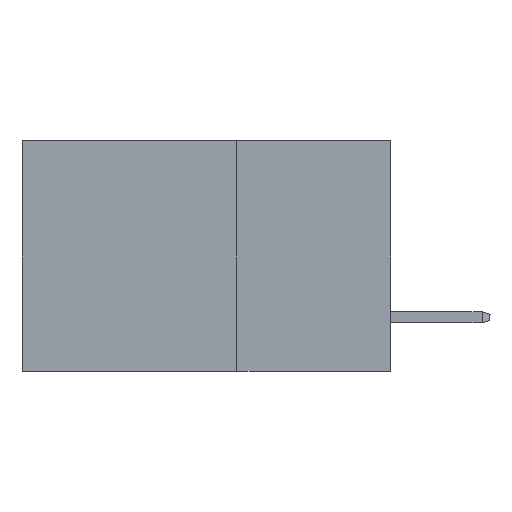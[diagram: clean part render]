
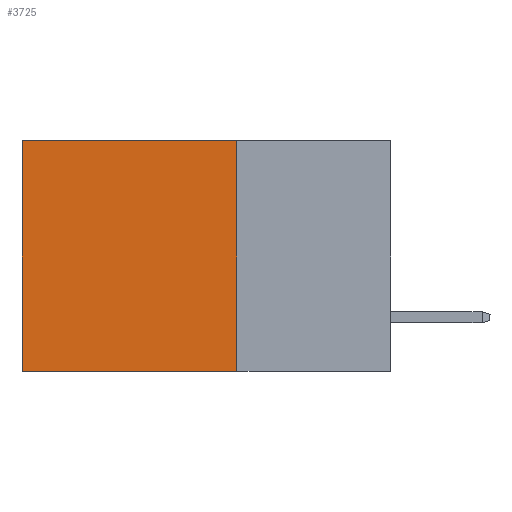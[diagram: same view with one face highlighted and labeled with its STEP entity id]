
A CAD part, left-side view. The second image highlights one B-rep face of the part: STEP entity #3725.
In plain terms, the highlighted planar face has unit normal (-1, 0, 0).
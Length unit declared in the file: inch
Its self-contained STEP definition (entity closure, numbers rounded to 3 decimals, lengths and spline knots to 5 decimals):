
#562 = LINE ( 'NONE', #14463, #14588 ) ;
#580 = EDGE_CURVE ( 'NONE', #4983, #2182, #562, .T. ) ;
#1321 = DIRECTION ( 'NONE',  ( 0., 0., -1. ) ) ;
#2171 = CARTESIAN_POINT ( 'NONE',  ( 0.2875, 0.25, -0.375 ) ) ;
#2182 = VERTEX_POINT ( 'NONE', #6099 ) ;
#2419 = CARTESIAN_POINT ( 'NONE',  ( 0.2875, 0.6, 0. ) ) ;
#2494 = CARTESIAN_POINT ( 'NONE',  ( 0.2875, 0.25, -0.375 ) ) ;
#2777 = DIRECTION ( 'NONE',  ( 0., 0., -1. ) ) ;
#3265 = VERTEX_POINT ( 'NONE', #2419 ) ;
#3725 = ADVANCED_FACE ( 'NONE', ( #14809 ), #4816, .F. ) ;
#3865 = VECTOR ( 'NONE', #4586, 39.37008 ) ;
#4326 = EDGE_CURVE ( 'NONE', #3265, #2182, #8470, .T. ) ;
#4364 = DIRECTION ( 'NONE',  ( 0., 1., 0. ) ) ;
#4370 = ORIENTED_EDGE ( 'NONE', *, *, #6941, .T. ) ;
#4586 = DIRECTION ( 'NONE',  ( 0., 1., 0. ) ) ;
#4816 = PLANE ( 'NONE',  #9018 ) ;
#4983 = VERTEX_POINT ( 'NONE', #11346 ) ;
#5449 = LINE ( 'NONE', #15951, #3865 ) ;
#6099 = CARTESIAN_POINT ( 'NONE',  ( 0.2875, 0.6, -0.375 ) ) ;
#6941 = EDGE_CURVE ( 'NONE', #11981, #3265, #5449, .T. ) ;
#7298 = DIRECTION ( 'NONE',  ( 1., 0., 0. ) ) ;
#7363 = EDGE_LOOP ( 'NONE', ( #15471, #8108, #16300, #4370 ) ) ;
#7580 = VECTOR ( 'NONE', #1321, 39.37008 ) ;
#7984 = CARTESIAN_POINT ( 'NONE',  ( 0.2875, 0.25, 0. ) ) ;
#8108 = ORIENTED_EDGE ( 'NONE', *, *, #580, .F. ) ;
#8274 = VECTOR ( 'NONE', #2777, 39.37008 ) ;
#8470 = LINE ( 'NONE', #14027, #8274 ) ;
#9018 = AXIS2_PLACEMENT_3D ( 'NONE', #2171, #7298, #9864 ) ;
#9864 = DIRECTION ( 'NONE',  ( 0., 0., -1. ) ) ;
#10576 = LINE ( 'NONE', #2494, #7580 ) ;
#11346 = CARTESIAN_POINT ( 'NONE',  ( 0.2875, 0.25, -0.375 ) ) ;
#11981 = VERTEX_POINT ( 'NONE', #7984 ) ;
#14027 = CARTESIAN_POINT ( 'NONE',  ( 0.2875, 0.6, -0.375 ) ) ;
#14375 = EDGE_CURVE ( 'NONE', #11981, #4983, #10576, .T. ) ;
#14463 = CARTESIAN_POINT ( 'NONE',  ( 0.2875, 0.25, -0.375 ) ) ;
#14588 = VECTOR ( 'NONE', #4364, 39.37008 ) ;
#14809 = FACE_OUTER_BOUND ( 'NONE', #7363, .T. ) ;
#15471 = ORIENTED_EDGE ( 'NONE', *, *, #4326, .T. ) ;
#15951 = CARTESIAN_POINT ( 'NONE',  ( 0.2875, 0.25, 0. ) ) ;
#16300 = ORIENTED_EDGE ( 'NONE', *, *, #14375, .F. ) ;
